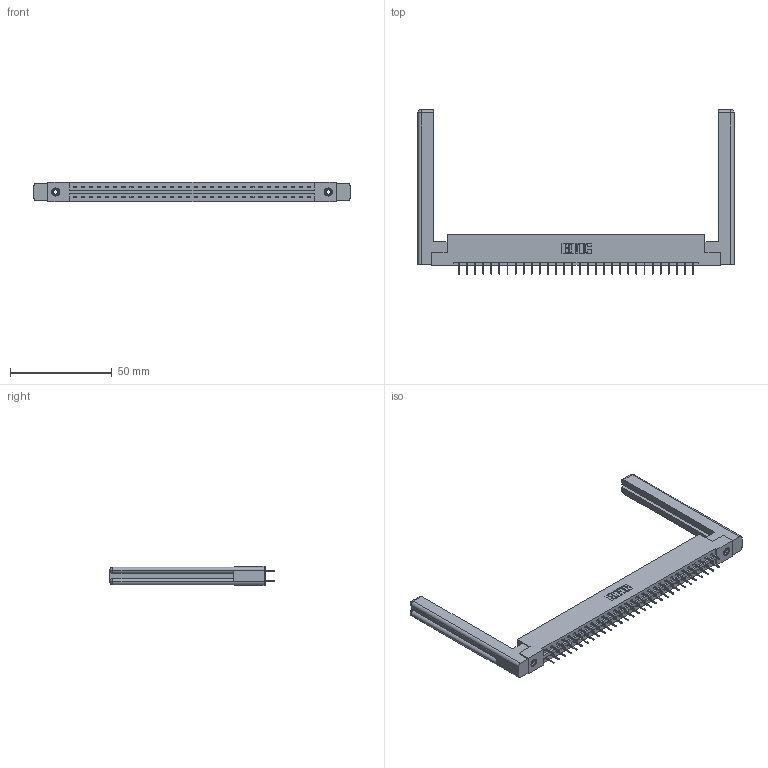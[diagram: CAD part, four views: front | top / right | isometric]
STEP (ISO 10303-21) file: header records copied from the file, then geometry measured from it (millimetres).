
FILE_DESCRIPTION (( 'STEP AP203' ), '1' );
FILE_NAME ('337-060-524-258.STEP', '2019-10-09T20:25:33', ( '' ), ( '' ), 'SwSTEP 2.0', 'SolidWorks 2016', '' );
FILE_SCHEMA (( 'CONFIG_CONTROL_DESIGN' ));
Length unit declared in the file: inch
Products named in the file (5): 345-250-001_345-250-001-102; 337-060-524-258; 345-292-001_345-293-124; 337 Part_Flush Mounting Lugs - 0.156 Dia-TI; 307-220-058
Assembly tree (65 placements, depth 2):
  337-060-524-258
    337 Part_Flush Mounting Lugs - 0.156 Dia-TI
    345-292-001_345-293-124  x60
    345-250-001_345-250-001-102  x2
    307-220-058  x2
Bounding box: 155.5 x 80.78 x 9.4 mm (x, y, z)
Volume: 23279.5 mm3; surface area: 22892.1 mm2
Topology: 65 solids, 65 shells, 3736 faces, 10565 edges, 6790 vertices
Faces by surface type: plane 2794, cylinder 918, cone 12, torus 12
Entity records: 27520 total; most frequent: CARTESIAN_POINT 4653, ORIENTED_EDGE 4528, DIRECTION 3996, EDGE_CURVE 2264, VECTOR 2092, LINE 2092, VERTEX_POINT 1498, AXIS2_PLACEMENT_3D 952
